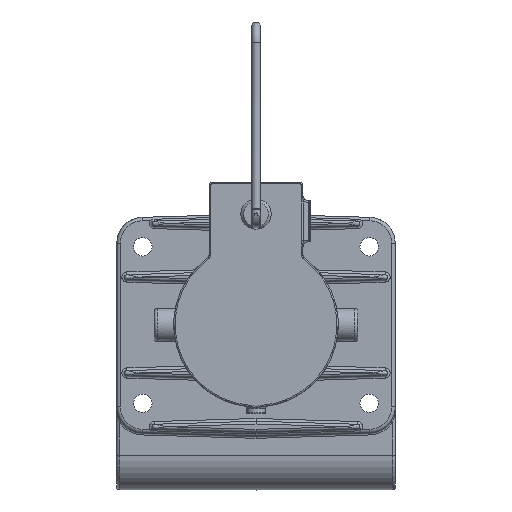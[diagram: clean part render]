
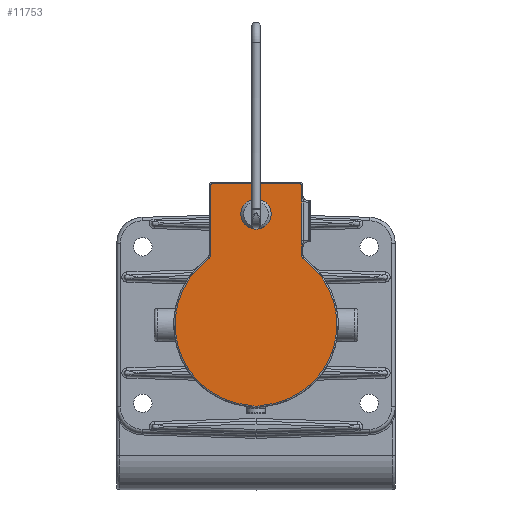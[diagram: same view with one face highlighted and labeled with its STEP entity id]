
A CAD part, top view. The second image highlights one B-rep face of the part: STEP entity #11753.
In plain terms, the highlighted planar face has unit normal (0, 0, 1).
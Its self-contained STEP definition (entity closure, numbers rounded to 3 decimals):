
#312=B_SPLINE_CURVE_WITH_KNOTS('',3,(#30257,#30258,#30259,#30260),
 .UNSPECIFIED.,.F.,.F.,(4,4),(-0.255,0.),
 .UNSPECIFIED.);
#313=B_SPLINE_CURVE_WITH_KNOTS('',3,(#30264,#30265,#30266,#30267),
 .UNSPECIFIED.,.F.,.F.,(4,4),(-0.255,0.),
 .UNSPECIFIED.);
#314=B_SPLINE_CURVE_WITH_KNOTS('',3,(#30283,#30284,#30285,#30286,#30287,
#30288,#30289,#30290,#30291,#30292,#30293,#30294,#30295,#30296,#30297,#30298,
#30299,#30300,#30301,#30302,#30303),.UNSPECIFIED.,.F.,.F.,(4,1,1,1,1,1,
1,1,1,1,1,1,1,1,1,1,1,1,4),(-0.937,-0.932,-0.928,
-0.92,-0.903,-0.886,-0.87,
-0.836,-0.803,-0.669,-0.535,
-0.435,-0.268,-0.201,-0.067,
-0.033,-0.017,-0.008,0.),
 .UNSPECIFIED.);
#1559=LINE('',#30255,#2153);
#1560=LINE('',#30262,#2154);
#1561=LINE('',#30269,#2155);
#1562=LINE('',#30273,#2156);
#1563=LINE('',#30277,#2157);
#2153=VECTOR('',#15780,10.);
#2154=VECTOR('',#15781,10.);
#2155=VECTOR('',#15782,10.);
#2156=VECTOR('',#15785,10.);
#2157=VECTOR('',#15788,10.);
#2801=FACE_OUTER_BOUND('',#3660,.T.);
#3660=EDGE_LOOP('',(#9539,#9540,#9541,#9542,#9543,#9544,#9545,#9546,#9547,
#9548,#9549,#9550,#9551,#9552));
#4531=CIRCLE('',#13066,1.);
#4532=CIRCLE('',#13067,1.);
#4533=CIRCLE('',#13068,3.);
#4534=CIRCLE('',#13069,59.);
#4535=CIRCLE('',#13070,59.);
#4536=CIRCLE('',#13071,3.);
#5535=VERTEX_POINT('',#30253);
#5536=VERTEX_POINT('',#30254);
#5537=VERTEX_POINT('',#30256);
#5538=VERTEX_POINT('',#30261);
#5539=VERTEX_POINT('',#30263);
#5540=VERTEX_POINT('',#30268);
#5541=VERTEX_POINT('',#30270);
#5542=VERTEX_POINT('',#30272);
#5543=VERTEX_POINT('',#30274);
#5544=VERTEX_POINT('',#30276);
#5545=VERTEX_POINT('',#30278);
#5546=VERTEX_POINT('',#30280);
#5547=VERTEX_POINT('',#30282);
#5548=VERTEX_POINT('',#30304);
#6929=EDGE_CURVE('',#5535,#5536,#1559,.T.);
#6930=EDGE_CURVE('',#5537,#5535,#312,.T.);
#6931=EDGE_CURVE('',#5538,#5537,#1560,.T.);
#6932=EDGE_CURVE('',#5539,#5538,#313,.T.);
#6933=EDGE_CURVE('',#5540,#5539,#1561,.T.);
#6934=EDGE_CURVE('',#5541,#5540,#4531,.T.);
#6935=EDGE_CURVE('',#5542,#5541,#1562,.T.);
#6936=EDGE_CURVE('',#5543,#5542,#4532,.T.);
#6937=EDGE_CURVE('',#5544,#5543,#1563,.T.);
#6938=EDGE_CURVE('',#5545,#5544,#4533,.T.);
#6939=EDGE_CURVE('',#5546,#5545,#4534,.T.);
#6940=EDGE_CURVE('',#5547,#5546,#314,.T.);
#6941=EDGE_CURVE('',#5548,#5547,#4535,.T.);
#6942=EDGE_CURVE('',#5536,#5548,#4536,.T.);
#9539=ORIENTED_EDGE('',*,*,#6929,.F.);
#9540=ORIENTED_EDGE('',*,*,#6930,.F.);
#9541=ORIENTED_EDGE('',*,*,#6931,.F.);
#9542=ORIENTED_EDGE('',*,*,#6932,.F.);
#9543=ORIENTED_EDGE('',*,*,#6933,.F.);
#9544=ORIENTED_EDGE('',*,*,#6934,.F.);
#9545=ORIENTED_EDGE('',*,*,#6935,.F.);
#9546=ORIENTED_EDGE('',*,*,#6936,.F.);
#9547=ORIENTED_EDGE('',*,*,#6937,.F.);
#9548=ORIENTED_EDGE('',*,*,#6938,.F.);
#9549=ORIENTED_EDGE('',*,*,#6939,.F.);
#9550=ORIENTED_EDGE('',*,*,#6940,.F.);
#9551=ORIENTED_EDGE('',*,*,#6941,.F.);
#9552=ORIENTED_EDGE('',*,*,#6942,.F.);
#11282=PLANE('',#13065);
#11753=ADVANCED_FACE('',(#2801),#11282,.T.);
#13065=AXIS2_PLACEMENT_3D('',#30252,#15778,#15779);
#13066=AXIS2_PLACEMENT_3D('',#30271,#15783,#15784);
#13067=AXIS2_PLACEMENT_3D('',#30275,#15786,#15787);
#13068=AXIS2_PLACEMENT_3D('',#30279,#15789,#15790);
#13069=AXIS2_PLACEMENT_3D('',#30281,#15791,#15792);
#13070=AXIS2_PLACEMENT_3D('',#30305,#15793,#15794);
#13071=AXIS2_PLACEMENT_3D('',#30306,#15795,#15796);
#15778=DIRECTION('center_axis',(0.,0.,
1.));
#15779=DIRECTION('ref_axis',(1.,0.,0.));
#15780=DIRECTION('',(0.,-1.,0.));
#15781=DIRECTION('',(0.,-1.,0.));
#15782=DIRECTION('',(0.,-1.,0.));
#15783=DIRECTION('center_axis',(0.,0.,
-1.));
#15784=DIRECTION('ref_axis',(0.707,0.707,0.));
#15785=DIRECTION('',(1.,0.,0.));
#15786=DIRECTION('center_axis',(0.,0.,
-1.));
#15787=DIRECTION('ref_axis',(-0.707,0.707,0.));
#15788=DIRECTION('',(0.,1.,0.));
#15789=DIRECTION('center_axis',(0.,0.,
1.));
#15790=DIRECTION('ref_axis',(0.89,-0.456,0.));
#15791=DIRECTION('center_axis',(0.,0.,
-1.));
#15792=DIRECTION('ref_axis',(-0.959,-0.285,0.));
#15793=DIRECTION('center_axis',(0.,0.,
-1.));
#15794=DIRECTION('ref_axis',(0.959,-0.285,0.));
#15795=DIRECTION('center_axis',(0.,0.,
1.));
#15796=DIRECTION('ref_axis',(-0.89,-0.456,0.));
#30252=CARTESIAN_POINT('Origin',(-58.307,-10.388,153.493));
#30253=CARTESIAN_POINT('',(32.943,48.396,153.493));
#30254=CARTESIAN_POINT('',(32.943,39.91,153.493));
#30255=CARTESIAN_POINT('',(32.943,27.198,153.493));
#30256=CARTESIAN_POINT('',(32.992,50.948,153.493));
#30257=CARTESIAN_POINT('Ctrl Pts',(32.992,50.948,153.493));
#30258=CARTESIAN_POINT('Ctrl Pts',(32.992,50.097,153.493));
#30259=CARTESIAN_POINT('Ctrl Pts',(32.943,49.247,153.493));
#30260=CARTESIAN_POINT('Ctrl Pts',(32.943,48.396,153.493));
#30261=CARTESIAN_POINT('',(32.992,78.948,153.493));
#30262=CARTESIAN_POINT('',(32.992,72.366,153.493));
#30263=CARTESIAN_POINT('',(32.943,81.499,153.493));
#30264=CARTESIAN_POINT('Ctrl Pts',(32.943,81.499,153.493));
#30265=CARTESIAN_POINT('Ctrl Pts',(32.943,80.648,153.493));
#30266=CARTESIAN_POINT('Ctrl Pts',(32.992,79.798,153.493));
#30267=CARTESIAN_POINT('Ctrl Pts',(32.992,78.948,153.493));
#30268=CARTESIAN_POINT('',(32.943,91.112,153.493));
#30269=CARTESIAN_POINT('',(32.943,27.198,153.493));
#30270=CARTESIAN_POINT('',(31.943,92.112,153.493));
#30271=CARTESIAN_POINT('Origin',(31.943,91.112,153.493));
#30272=CARTESIAN_POINT('',(-32.557,92.112,153.493));
#30273=CARTESIAN_POINT('',(-29.307,92.112,153.493));
#30274=CARTESIAN_POINT('',(-33.557,91.112,153.493));
#30275=CARTESIAN_POINT('Origin',(-32.557,91.112,153.493));
#30276=CARTESIAN_POINT('',(-33.557,39.91,153.493));
#30277=CARTESIAN_POINT('',(-33.557,27.198,153.493));
#30278=CARTESIAN_POINT('',(-34.803,37.477,153.493));
#30279=CARTESIAN_POINT('Origin',(-36.557,39.91,153.493));
#30280=CARTESIAN_POINT('',(-4.933,-69.206,153.493));
#30281=CARTESIAN_POINT('Origin',(-0.307,-10.388,153.493));
#30282=CARTESIAN_POINT('',(4.319,-69.206,153.493));
#30283=CARTESIAN_POINT('Ctrl Pts',(4.319,-69.206,153.493));
#30284=CARTESIAN_POINT('Ctrl Pts',(4.305,-69.207,153.493));
#30285=CARTESIAN_POINT('Ctrl Pts',(4.277,-69.21,153.493));
#30286=CARTESIAN_POINT('Ctrl Pts',(4.222,-69.215,153.493));
#30287=CARTESIAN_POINT('Ctrl Pts',(4.124,-69.224,153.493));
#30288=CARTESIAN_POINT('Ctrl Pts',(3.986,-69.238,153.493));
#30289=CARTESIAN_POINT('Ctrl Pts',(3.82,-69.259,153.493));
#30290=CARTESIAN_POINT('Ctrl Pts',(3.599,-69.29,153.493));
#30291=CARTESIAN_POINT('Ctrl Pts',(3.324,-69.335,153.493));
#30292=CARTESIAN_POINT('Ctrl Pts',(2.666,-69.455,153.493));
#30293=CARTESIAN_POINT('Ctrl Pts',(1.686,-69.673,153.493));
#30294=CARTESIAN_POINT('Ctrl Pts',(0.476,-69.877,
153.493));
#30295=CARTESIAN_POINT('Ctrl Pts',(-0.867,-69.909,
153.493));
#30296=CARTESIAN_POINT('Ctrl Pts',(-1.972,-69.734,
153.493));
#30297=CARTESIAN_POINT('Ctrl Pts',(-3.171,-69.481,
153.493));
#30298=CARTESIAN_POINT('Ctrl Pts',(-3.936,-69.326,
153.493));
#30299=CARTESIAN_POINT('Ctrl Pts',(-4.544,-69.244,
153.493));
#30300=CARTESIAN_POINT('Ctrl Pts',(-4.738,-69.224,
153.493));
#30301=CARTESIAN_POINT('Ctrl Pts',(-4.849,-69.213,
153.493));
#30302=CARTESIAN_POINT('Ctrl Pts',(-4.905,-69.209,153.493));
#30303=CARTESIAN_POINT('Ctrl Pts',(-4.933,-69.206,
153.493));
#30304=CARTESIAN_POINT('',(34.189,37.477,153.493));
#30305=CARTESIAN_POINT('Origin',(-0.307,-10.388,153.493));
#30306=CARTESIAN_POINT('Origin',(35.943,39.91,153.493));
